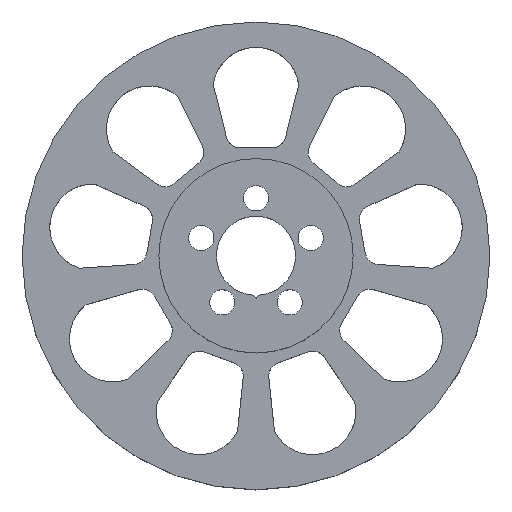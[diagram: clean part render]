
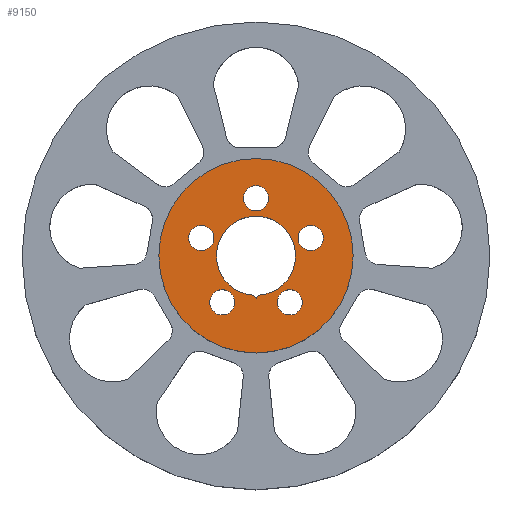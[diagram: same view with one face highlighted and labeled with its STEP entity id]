
A CAD part, top view. The second image highlights one B-rep face of the part: STEP entity #9150.
In plain terms, the highlighted planar face has unit normal (0, 0, 1).
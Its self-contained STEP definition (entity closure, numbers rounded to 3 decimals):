
#34=FACE_BOUND('',#1488,.T.);
#35=FACE_BOUND('',#1489,.T.);
#36=FACE_BOUND('',#1490,.T.);
#37=FACE_BOUND('',#1491,.T.);
#38=FACE_BOUND('',#1492,.T.);
#39=FACE_BOUND('',#1493,.T.);
#83=PLANE('',#10492);
#994=FACE_OUTER_BOUND('',#1487,.T.);
#1487=EDGE_LOOP('',(#8666));
#1488=EDGE_LOOP('',(#8667));
#1489=EDGE_LOOP('',(#8668));
#1490=EDGE_LOOP('',(#8669));
#1491=EDGE_LOOP('',(#8670));
#1492=EDGE_LOOP('',(#8671,#8672,#8673));
#1493=EDGE_LOOP('',(#8674));
#1580=CIRCLE('',#9259,13.5);
#2392=CIRCLE('',#10279,5.5);
#2393=CIRCLE('',#10481,1.75);
#2394=CIRCLE('',#10485,1.75);
#2395=CIRCLE('',#10487,1.75);
#2396=CIRCLE('',#10489,1.75);
#2397=CIRCLE('',#10491,1.75);
#2909=LINE('',#16842,#3426);
#2910=LINE('',#16844,#3427);
#3426=VECTOR('',#13666,10.);
#3427=VECTOR('',#13669,10.);
#3563=VERTEX_POINT('',#14390);
#4377=VERTEX_POINT('',#16431);
#4378=VERTEX_POINT('',#16433);
#4379=VERTEX_POINT('',#16836);
#4380=VERTEX_POINT('',#16840);
#4381=VERTEX_POINT('',#16846);
#4382=VERTEX_POINT('',#16850);
#4383=VERTEX_POINT('',#16854);
#4384=VERTEX_POINT('',#16858);
#4581=EDGE_CURVE('',#3563,#3563,#1580,.T.);
#5601=EDGE_CURVE('',#4377,#4378,#2392,.T.);
#5803=EDGE_CURVE('',#4379,#4379,#2393,.T.);
#5805=EDGE_CURVE('',#4380,#4377,#2909,.T.);
#5806=EDGE_CURVE('',#4378,#4380,#2910,.T.);
#5808=EDGE_CURVE('',#4381,#4381,#2394,.T.);
#5810=EDGE_CURVE('',#4382,#4382,#2395,.T.);
#5812=EDGE_CURVE('',#4383,#4383,#2396,.T.);
#5814=EDGE_CURVE('',#4384,#4384,#2397,.T.);
#8666=ORIENTED_EDGE('',*,*,#4581,.T.);
#8667=ORIENTED_EDGE('',*,*,#5814,.F.);
#8668=ORIENTED_EDGE('',*,*,#5812,.F.);
#8669=ORIENTED_EDGE('',*,*,#5810,.F.);
#8670=ORIENTED_EDGE('',*,*,#5808,.F.);
#8671=ORIENTED_EDGE('',*,*,#5806,.F.);
#8672=ORIENTED_EDGE('',*,*,#5601,.F.);
#8673=ORIENTED_EDGE('',*,*,#5805,.F.);
#8674=ORIENTED_EDGE('',*,*,#5803,.F.);
#9150=ADVANCED_FACE('',(#994,#34,#35,#36,#37,#38,#39),#83,.F.);
#9259=AXIS2_PLACEMENT_3D('',#14391,#10808,#10809);
#10279=AXIS2_PLACEMENT_3D('',#16434,#13056,#13057);
#10481=AXIS2_PLACEMENT_3D('',#16838,#13661,#13662);
#10485=AXIS2_PLACEMENT_3D('',#16848,#13673,#13674);
#10487=AXIS2_PLACEMENT_3D('',#16852,#13678,#13679);
#10489=AXIS2_PLACEMENT_3D('',#16856,#13683,#13684);
#10491=AXIS2_PLACEMENT_3D('',#16860,#13688,#13689);
#10492=AXIS2_PLACEMENT_3D('',#16861,#13690,#13691);
#10808=DIRECTION('center_axis',(0.,0.,1.));
#10809=DIRECTION('ref_axis',(-1.,0.,0.));
#13056=DIRECTION('center_axis',(0.,0.,1.));
#13057=DIRECTION('ref_axis',(-0.053,-0.999,0.));
#13661=DIRECTION('center_axis',(0.,0.,1.));
#13662=DIRECTION('ref_axis',(1.,0.,0.));
#13666=DIRECTION('',(0.5,0.866,0.));
#13669=DIRECTION('',(0.5,-0.866,0.));
#13673=DIRECTION('center_axis',(0.,0.,1.));
#13674=DIRECTION('ref_axis',(1.,0.,0.));
#13678=DIRECTION('center_axis',(0.,0.,1.));
#13679=DIRECTION('ref_axis',(1.,0.,0.));
#13683=DIRECTION('center_axis',(0.,0.,1.));
#13684=DIRECTION('ref_axis',(1.,0.,0.));
#13688=DIRECTION('center_axis',(0.,0.,1.));
#13689=DIRECTION('ref_axis',(1.,0.,0.));
#13690=DIRECTION('center_axis',(0.,0.,-1.));
#13691=DIRECTION('ref_axis',(1.,0.,0.));
#14390=CARTESIAN_POINT('',(13.5,0.,-50.523));
#14391=CARTESIAN_POINT('Origin',(0.,0.,-50.523));
#16431=CARTESIAN_POINT('',(0.293,-5.492,-50.523));
#16433=CARTESIAN_POINT('',(-0.293,-5.492,-50.523));
#16434=CARTESIAN_POINT('Origin',(0.,0.,-50.523));
#16836=CARTESIAN_POINT('',(-9.358,2.472,-50.523));
#16838=CARTESIAN_POINT('Origin',(-7.608,2.472,-50.523));
#16840=CARTESIAN_POINT('',(0.,-6.,-50.523));
#16842=CARTESIAN_POINT('',(0.,-6.,-50.523));
#16844=CARTESIAN_POINT('',(-0.293,-5.492,-50.523));
#16846=CARTESIAN_POINT('',(2.952,-6.472,-50.523));
#16848=CARTESIAN_POINT('Origin',(4.702,-6.472,-50.523));
#16850=CARTESIAN_POINT('',(5.858,2.472,-50.523));
#16852=CARTESIAN_POINT('Origin',(7.608,2.472,-50.523));
#16854=CARTESIAN_POINT('',(-1.75,8.,-50.523));
#16856=CARTESIAN_POINT('Origin',(0.,8.,
-50.523));
#16858=CARTESIAN_POINT('',(-6.452,-6.472,-50.523));
#16860=CARTESIAN_POINT('Origin',(-4.702,-6.472,-50.523));
#16861=CARTESIAN_POINT('Origin',(0.,0.,-50.523));
